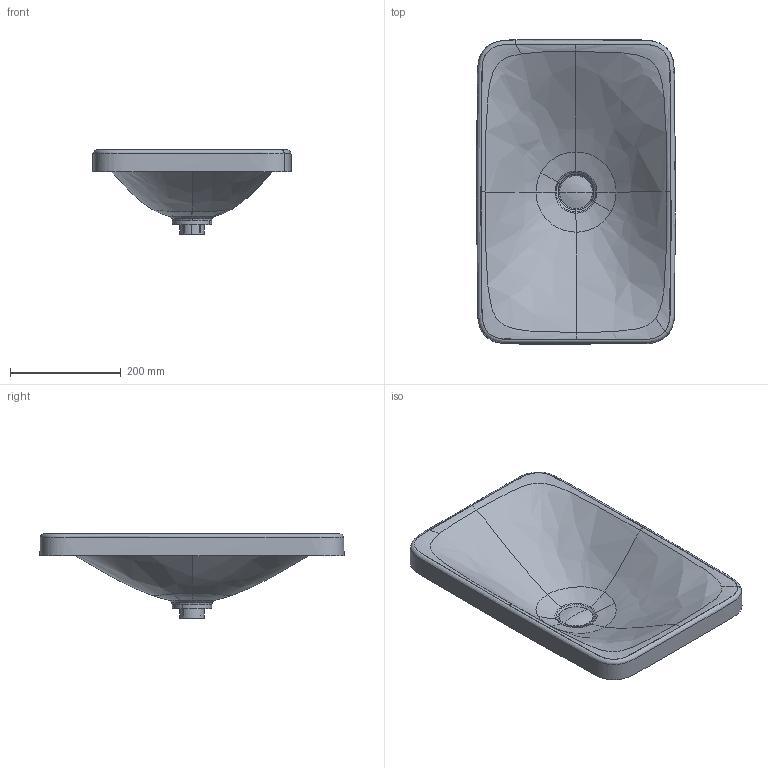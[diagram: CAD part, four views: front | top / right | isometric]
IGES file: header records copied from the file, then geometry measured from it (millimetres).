
Global section: file name: No Iges File Name specified; native system: Autodesk Inventor 2011; preprocessor: AutoDesk Inventor Iges Exporter R2011; author: Administrator; date: 20151002.100655; units: millimetre
Bounding box: 359.92 x 550.15 x 152.35 mm (x, y, z)
Volume: 3897538.8 mm3; surface area: 533119 mm2
Topology: 3 solids, 3 shells, 113 faces, 273 edges, 165 vertices
Faces by surface type: bspline 61, plane 18, cylinder 14, revolution 10, cone 6, torus 4
